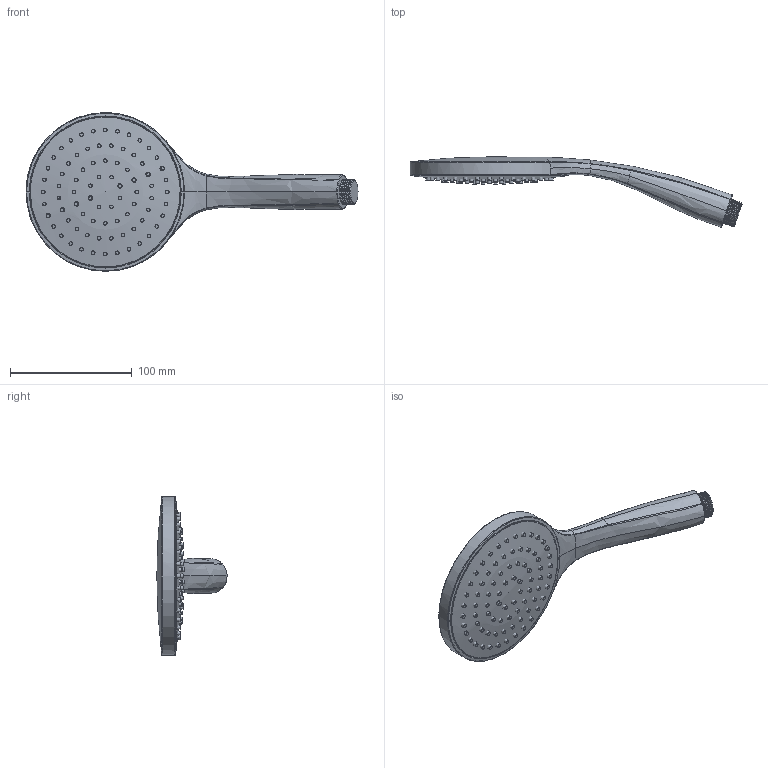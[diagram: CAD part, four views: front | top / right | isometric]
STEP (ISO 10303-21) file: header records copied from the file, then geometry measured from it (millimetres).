
FILE_DESCRIPTION(/* description */ ('Unknown'),/* implementation_level */ '2;1');
FILE_NAME(/* name */ 'M360-00',/* time_stamp */ '2024-11-21T08:41:48+01:00',/* author */ ('Unknown'),/* organization */ ('Unknown'),/* preprocessor_version */ 'ST-DEVELOPER v19.4',/* originating_system */ 'Solid Edge',/* authorisation */ 'Unknown');
FILE_SCHEMA (('AUTOMOTIVE_DESIGN {1 0 10303 214 3 1 1}'));
Length unit declared in the file: millimetre
Products named in the file (2): M360-00; M360-001
Assembly tree (1 placements, depth 2):
  M360-00
    M360-001
Bounding box: 272.45 x 57.62 x 130.16 mm (x, y, z)
Surface area: 48247.5 mm2 (no closed solid volume)
Topology: 0 solids, 101 shells, 315 faces, 832 edges, 545 vertices
Faces by surface type: cone 84, plane 82, bspline 73, torus 67, cylinder 7, sphere 2
Full cylindrical faces by diameter (mm): 20.8 x5
Entity records: 19087 total; most frequent: CARTESIAN_POINT 11889, DIRECTION 1153, ORIENTED_EDGE 1013, EDGE_CURVE 684, AXIS2_PLACEMENT_3D 573, VERTEX_POINT 516, EDGE_LOOP 424, FACE_BOUND 424
